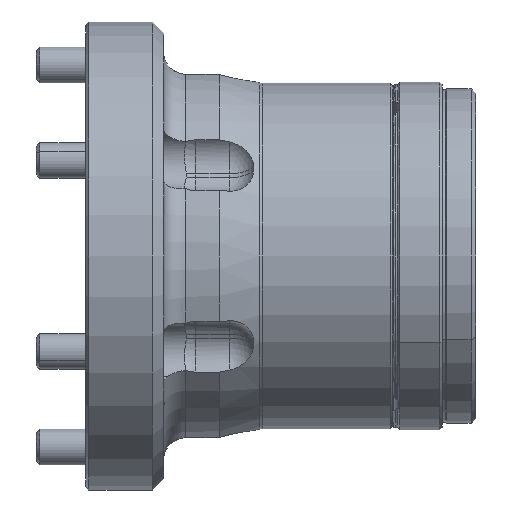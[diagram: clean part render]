
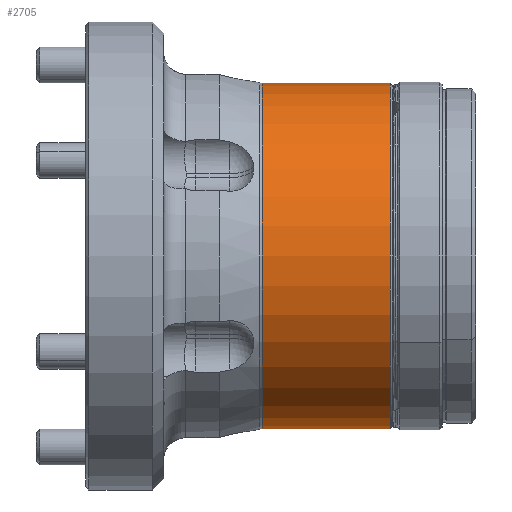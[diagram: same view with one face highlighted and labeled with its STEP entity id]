
A CAD part, front view. The second image highlights one B-rep face of the part: STEP entity #2705.
In plain terms, the highlighted cylindrical face has radius 77.5 mm (diameter 155 mm), a partial arc.
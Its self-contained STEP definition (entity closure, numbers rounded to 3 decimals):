
#307 = AXIS2_PLACEMENT_3D ( 'NONE', #8739, #8779, #5969 ) ;
#356 = CYLINDRICAL_SURFACE ( 'NONE', #307, 77.5 ) ;
#535 = ORIENTED_EDGE ( 'NONE', *, *, #11628, .T. ) ;
#1154 = CIRCLE ( 'NONE', #1963, 77.5 ) ;
#1872 = VERTEX_POINT ( 'NONE', #9296 ) ;
#1885 = CARTESIAN_POINT ( 'NONE',  ( 79.319, 0., -77.5 ) ) ;
#1963 = AXIS2_PLACEMENT_3D ( 'NONE', #8145, #2586, #9074 ) ;
#2586 = DIRECTION ( 'NONE',  ( -1., 0., 0. ) ) ;
#2705 = ADVANCED_FACE ( 'NONE', ( #5259 ), #356, .T. ) ;
#2873 = CARTESIAN_POINT ( 'NONE',  ( 79.319, 0., 77.5 ) ) ;
#3026 = EDGE_CURVE ( 'NONE', #10729, #9524, #5111, .T. ) ;
#3441 = ORIENTED_EDGE ( 'NONE', *, *, #3026, .F. ) ;
#3836 = VECTOR ( 'NONE', #7013, 1000. ) ;
#3908 = VERTEX_POINT ( 'NONE', #6216 ) ;
#5059 = EDGE_LOOP ( 'NONE', ( #5356, #535, #8415, #3441 ) ) ;
#5111 = CIRCLE ( 'NONE', #7743, 77.5 ) ;
#5259 = FACE_OUTER_BOUND ( 'NONE', #5059, .T. ) ;
#5356 = ORIENTED_EDGE ( 'NONE', *, *, #6108, .F. ) ;
#5953 = LINE ( 'NONE', #8039, #6245 ) ;
#5969 = DIRECTION ( 'NONE',  ( 0., 0., 1. ) ) ;
#6108 = EDGE_CURVE ( 'NONE', #3908, #10729, #10807, .T. ) ;
#6216 = CARTESIAN_POINT ( 'NONE',  ( 136.8, 0., -77.5 ) ) ;
#6245 = VECTOR ( 'NONE', #9818, 1000. ) ;
#7013 = DIRECTION ( 'NONE',  ( -1., 0., 0. ) ) ;
#7203 = CARTESIAN_POINT ( 'NONE',  ( 79.319, 0., 0. ) ) ;
#7274 = DIRECTION ( 'NONE',  ( -1., 0., 0. ) ) ;
#7352 = DIRECTION ( 'NONE',  ( 0., 0., 1. ) ) ;
#7366 = EDGE_CURVE ( 'NONE', #1872, #9524, #5953, .T. ) ;
#7743 = AXIS2_PLACEMENT_3D ( 'NONE', #7203, #7274, #7352 ) ;
#8039 = CARTESIAN_POINT ( 'NONE',  ( 0., 0., 77.5 ) ) ;
#8145 = CARTESIAN_POINT ( 'NONE',  ( 136.8, 0., 0. ) ) ;
#8415 = ORIENTED_EDGE ( 'NONE', *, *, #7366, .T. ) ;
#8739 = CARTESIAN_POINT ( 'NONE',  ( 0., 0., 0. ) ) ;
#8779 = DIRECTION ( 'NONE',  ( -1., 0., 0. ) ) ;
#9074 = DIRECTION ( 'NONE',  ( 0., 0., 1. ) ) ;
#9296 = CARTESIAN_POINT ( 'NONE',  ( 136.8, 0., 77.5 ) ) ;
#9524 = VERTEX_POINT ( 'NONE', #2873 ) ;
#9818 = DIRECTION ( 'NONE',  ( -1., 0., 0. ) ) ;
#10729 = VERTEX_POINT ( 'NONE', #1885 ) ;
#10807 = LINE ( 'NONE', #11475, #3836 ) ;
#11475 = CARTESIAN_POINT ( 'NONE',  ( 0., 0., -77.5 ) ) ;
#11628 = EDGE_CURVE ( 'NONE', #3908, #1872, #1154, .T. ) ;
